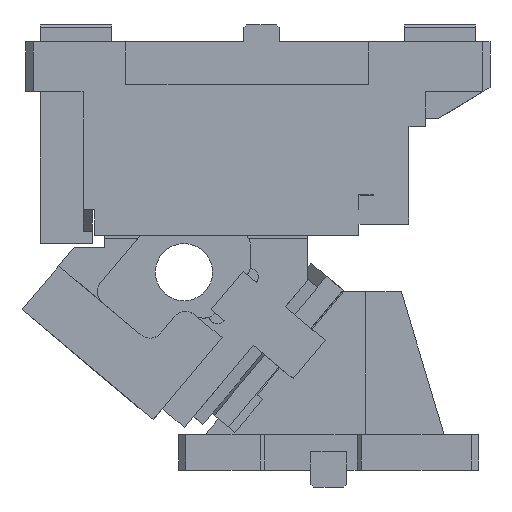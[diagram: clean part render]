
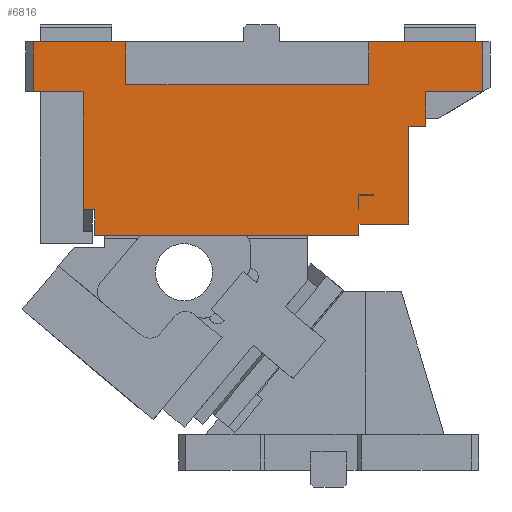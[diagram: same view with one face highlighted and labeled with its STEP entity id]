
A CAD part, left-side view. The second image highlights one B-rep face of the part: STEP entity #6816.
In plain terms, the highlighted planar face has unit normal (-1, 0, 0).
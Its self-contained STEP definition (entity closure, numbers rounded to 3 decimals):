
#57=CARTESIAN_POINT('Line Origine',(-223.159,1242.447,-112.594)) ;
#61=CARTESIAN_POINT('Vertex',(-223.159,1242.447,-117.594)) ;
#63=CARTESIAN_POINT('Vertex',(-223.159,1242.447,-107.594)) ;
#110=CARTESIAN_POINT('Vertex',(-223.159,1242.947,-117.594)) ;
#113=CARTESIAN_POINT('Line Origine',(-223.159,1242.697,-117.594)) ;
#409=CARTESIAN_POINT('Vertex',(-223.159,1435.707,-35.)) ;
#412=CARTESIAN_POINT('Line Origine',(-223.159,1453.207,-35.)) ;
#416=CARTESIAN_POINT('Vertex',(-223.159,1470.707,-35.)) ;
#624=CARTESIAN_POINT('Vertex',(-223.159,1470.707,0.)) ;
#627=CARTESIAN_POINT('Line Origine',(-223.159,1470.707,-17.5)) ;
#808=CARTESIAN_POINT('Line Origine',(-223.159,1438.207,0.)) ;
#812=CARTESIAN_POINT('Vertex',(-223.159,1405.707,0.)) ;
#1134=CARTESIAN_POINT('Line Origine',(-223.159,1405.707,-15.)) ;
#1138=CARTESIAN_POINT('Vertex',(-223.159,1405.707,-30.)) ;
#1165=CARTESIAN_POINT('Line Origine',(-223.159,1320.707,-30.)) ;
#1169=CARTESIAN_POINT('Vertex',(-223.159,1235.707,-30.)) ;
#1200=CARTESIAN_POINT('Vertex',(-223.159,1235.707,0.)) ;
#1210=CARTESIAN_POINT('Line Origine',(-223.159,1235.707,-15.)) ;
#2976=CARTESIAN_POINT('Vertex',(-223.159,1155.707,0.)) ;
#2979=CARTESIAN_POINT('Line Origine',(-223.159,1155.707,-17.5)) ;
#2983=CARTESIAN_POINT('Vertex',(-223.159,1155.707,-35.)) ;
#4639=CARTESIAN_POINT('Line Origine',(-223.159,1431.577,-117.594)) ;
#4643=CARTESIAN_POINT('Vertex',(-223.159,1435.707,-117.594)) ;
#4645=CARTESIAN_POINT('Vertex',(-223.159,1427.447,-117.594)) ;
#5744=CARTESIAN_POINT('Line Origine',(-223.159,1195.707,0.)) ;
#5984=CARTESIAN_POINT('Line Origine',(-223.159,1175.707,-35.)) ;
#5988=CARTESIAN_POINT('Vertex',(-223.159,1195.707,-35.)) ;
#6067=CARTESIAN_POINT('Vertex',(-223.159,1195.707,-59.148)) ;
#6070=CARTESIAN_POINT('Line Origine',(-223.159,1195.707,-47.074)) ;
#6084=CARTESIAN_POINT('Line Origine',(-223.159,1196.077,-59.371)) ;
#6088=CARTESIAN_POINT('Vertex',(-223.159,1196.447,-59.594)) ;
#6112=CARTESIAN_POINT('Vertex',(-223.159,1207.447,-59.594)) ;
#6115=CARTESIAN_POINT('Line Origine',(-223.159,1201.947,-59.594)) ;
#6133=CARTESIAN_POINT('Vertex',(-223.159,1207.447,-127.594)) ;
#6162=CARTESIAN_POINT('Line Origine',(-223.159,1207.447,-93.594)) ;
#6182=CARTESIAN_POINT('Line Origine',(-223.159,1224.947,-127.594)) ;
#6186=CARTESIAN_POINT('Vertex',(-223.159,1242.447,-127.594)) ;
#6215=CARTESIAN_POINT('Line Origine',(-223.159,1242.447,-131.594)) ;
#6219=CARTESIAN_POINT('Vertex',(-223.159,1242.447,-135.594)) ;
#6273=CARTESIAN_POINT('Line Origine',(-223.159,1334.947,-135.594)) ;
#6277=CARTESIAN_POINT('Vertex',(-223.159,1427.447,-135.594)) ;
#6292=CARTESIAN_POINT('Line Origine',(-223.159,1427.447,-126.594)) ;
#6399=CARTESIAN_POINT('Vertex',(-223.159,1232.447,-107.594)) ;
#6402=CARTESIAN_POINT('Line Origine',(-223.159,1232.447,-107.344)) ;
#6406=CARTESIAN_POINT('Vertex',(-223.159,1232.447,-107.094)) ;
#6447=CARTESIAN_POINT('Line Origine',(-223.159,1237.697,-107.094)) ;
#6451=CARTESIAN_POINT('Vertex',(-223.159,1242.947,-107.094)) ;
#6476=CARTESIAN_POINT('Line Origine',(-223.159,1242.947,-112.344)) ;
#6765=CARTESIAN_POINT('Line Origine',(-223.159,1237.447,-107.594)) ;
#6777=CARTESIAN_POINT('Axis2P3D Location',(-223.159,1311.561,-58.18)) ;
#6782=CARTESIAN_POINT('Line Origine',(-223.159,1435.707,-76.297)) ;
#58=DIRECTION('Vector Direction',(0.,0.,1.)) ;
#114=DIRECTION('Vector Direction',(0.,1.,0.)) ;
#413=DIRECTION('Vector Direction',(0.,-1.,0.)) ;
#628=DIRECTION('Vector Direction',(0.,0.,1.)) ;
#809=DIRECTION('Vector Direction',(0.,1.,0.)) ;
#1135=DIRECTION('Vector Direction',(0.,0.,1.)) ;
#1166=DIRECTION('Vector Direction',(0.,1.,0.)) ;
#1211=DIRECTION('Vector Direction',(0.,0.,-1.)) ;
#2980=DIRECTION('Vector Direction',(0.,0.,-1.)) ;
#4640=DIRECTION('Vector Direction',(0.,-1.,0.)) ;
#5745=DIRECTION('Vector Direction',(0.,-1.,0.)) ;
#5985=DIRECTION('Vector Direction',(0.,-1.,0.)) ;
#6071=DIRECTION('Vector Direction',(0.,0.,1.)) ;
#6085=DIRECTION('Vector Direction',(0.,0.856,-0.517)) ;
#6116=DIRECTION('Vector Direction',(0.,1.,0.)) ;
#6163=DIRECTION('Vector Direction',(0.,0.,1.)) ;
#6183=DIRECTION('Vector Direction',(0.,-1.,0.)) ;
#6216=DIRECTION('Vector Direction',(0.,0.,1.)) ;
#6274=DIRECTION('Vector Direction',(0.,-1.,0.)) ;
#6293=DIRECTION('Vector Direction',(0.,0.,1.)) ;
#6403=DIRECTION('Vector Direction',(0.,0.,-1.)) ;
#6448=DIRECTION('Vector Direction',(0.,-1.,0.)) ;
#6477=DIRECTION('Vector Direction',(0.,0.,1.)) ;
#6766=DIRECTION('Vector Direction',(0.,-1.,0.)) ;
#6778=DIRECTION('Axis2P3D Direction',(1.,0.,0.)) ;
#6779=DIRECTION('Axis2P3D XDirection',(0.,1.,0.)) ;
#6783=DIRECTION('Vector Direction',(0.,0.,-1.)) ;
#6780=AXIS2_PLACEMENT_3D('Plane Axis2P3D',#6777,#6778,#6779) ;
#6788=ORIENTED_EDGE('',*,*,#6296,.F.) ;
#6789=ORIENTED_EDGE('',*,*,#6279,.T.) ;
#6790=ORIENTED_EDGE('',*,*,#6221,.T.) ;
#6791=ORIENTED_EDGE('',*,*,#6188,.T.) ;
#6792=ORIENTED_EDGE('',*,*,#6166,.T.) ;
#6793=ORIENTED_EDGE('',*,*,#6119,.F.) ;
#6794=ORIENTED_EDGE('',*,*,#6090,.F.) ;
#6795=ORIENTED_EDGE('',*,*,#6074,.T.) ;
#6796=ORIENTED_EDGE('',*,*,#5990,.T.) ;
#6797=ORIENTED_EDGE('',*,*,#2985,.F.) ;
#6798=ORIENTED_EDGE('',*,*,#5748,.F.) ;
#6799=ORIENTED_EDGE('',*,*,#1214,.T.) ;
#6800=ORIENTED_EDGE('',*,*,#1171,.T.) ;
#6801=ORIENTED_EDGE('',*,*,#1140,.T.) ;
#6802=ORIENTED_EDGE('',*,*,#814,.T.) ;
#6803=ORIENTED_EDGE('',*,*,#631,.F.) ;
#6804=ORIENTED_EDGE('',*,*,#418,.T.) ;
#6805=ORIENTED_EDGE('',*,*,#6786,.T.) ;
#6806=ORIENTED_EDGE('',*,*,#4647,.T.) ;
#6809=ORIENTED_EDGE('',*,*,#6769,.F.) ;
#6810=ORIENTED_EDGE('',*,*,#65,.F.) ;
#6811=ORIENTED_EDGE('',*,*,#117,.T.) ;
#6812=ORIENTED_EDGE('',*,*,#6480,.T.) ;
#6813=ORIENTED_EDGE('',*,*,#6453,.T.) ;
#6814=ORIENTED_EDGE('',*,*,#6408,.T.) ;
#6815=FACE_BOUND('',#6808,.T.) ;
#59=VECTOR('Line Direction',#58,1.) ;
#115=VECTOR('Line Direction',#114,1.) ;
#414=VECTOR('Line Direction',#413,1.) ;
#629=VECTOR('Line Direction',#628,1.) ;
#810=VECTOR('Line Direction',#809,1.) ;
#1136=VECTOR('Line Direction',#1135,1.) ;
#1167=VECTOR('Line Direction',#1166,1.) ;
#1212=VECTOR('Line Direction',#1211,1.) ;
#2981=VECTOR('Line Direction',#2980,1.) ;
#4641=VECTOR('Line Direction',#4640,1.) ;
#5746=VECTOR('Line Direction',#5745,1.) ;
#5986=VECTOR('Line Direction',#5985,1.) ;
#6072=VECTOR('Line Direction',#6071,1.) ;
#6086=VECTOR('Line Direction',#6085,1.) ;
#6117=VECTOR('Line Direction',#6116,1.) ;
#6164=VECTOR('Line Direction',#6163,1.) ;
#6184=VECTOR('Line Direction',#6183,1.) ;
#6217=VECTOR('Line Direction',#6216,1.) ;
#6275=VECTOR('Line Direction',#6274,1.) ;
#6294=VECTOR('Line Direction',#6293,1.) ;
#6404=VECTOR('Line Direction',#6403,1.) ;
#6449=VECTOR('Line Direction',#6448,1.) ;
#6478=VECTOR('Line Direction',#6477,1.) ;
#6767=VECTOR('Line Direction',#6766,1.) ;
#6784=VECTOR('Line Direction',#6783,1.) ;
#6816=ADVANCED_FACE('CAM HOLDER',(#6807,#6815),#6781,.F.) ;
#65=EDGE_CURVE('',#62,#64,#60,.T.) ;
#117=EDGE_CURVE('',#62,#111,#116,.T.) ;
#418=EDGE_CURVE('',#417,#410,#415,.T.) ;
#631=EDGE_CURVE('',#417,#625,#630,.T.) ;
#814=EDGE_CURVE('',#813,#625,#811,.T.) ;
#1140=EDGE_CURVE('',#1139,#813,#1137,.T.) ;
#1171=EDGE_CURVE('',#1170,#1139,#1168,.T.) ;
#1214=EDGE_CURVE('',#1201,#1170,#1213,.T.) ;
#2985=EDGE_CURVE('',#2977,#2984,#2982,.T.) ;
#4647=EDGE_CURVE('',#4644,#4646,#4642,.T.) ;
#5748=EDGE_CURVE('',#1201,#2977,#5747,.T.) ;
#5990=EDGE_CURVE('',#5989,#2984,#5987,.T.) ;
#6074=EDGE_CURVE('',#6068,#5989,#6073,.T.) ;
#6090=EDGE_CURVE('',#6068,#6089,#6087,.T.) ;
#6119=EDGE_CURVE('',#6089,#6113,#6118,.T.) ;
#6166=EDGE_CURVE('',#6134,#6113,#6165,.T.) ;
#6188=EDGE_CURVE('',#6187,#6134,#6185,.T.) ;
#6221=EDGE_CURVE('',#6220,#6187,#6218,.T.) ;
#6279=EDGE_CURVE('',#6278,#6220,#6276,.T.) ;
#6296=EDGE_CURVE('',#6278,#4646,#6295,.T.) ;
#6408=EDGE_CURVE('',#6407,#6400,#6405,.T.) ;
#6453=EDGE_CURVE('',#6452,#6407,#6450,.T.) ;
#6480=EDGE_CURVE('',#111,#6452,#6479,.T.) ;
#6769=EDGE_CURVE('',#64,#6400,#6768,.T.) ;
#6786=EDGE_CURVE('',#410,#4644,#6785,.T.) ;
#6787=EDGE_LOOP('',(#6788,#6789,#6790,#6791,#6792,#6793,#6794,#6795,#6796,#6797,#6798,#6799,#6800,#6801,#6802,#6803,#6804,#6805,#6806)) ;
#6808=EDGE_LOOP('',(#6809,#6810,#6811,#6812,#6813,#6814)) ;
#6807=FACE_OUTER_BOUND('',#6787,.T.) ;
#60=LINE('Line',#57,#59) ;
#116=LINE('Line',#113,#115) ;
#415=LINE('Line',#412,#414) ;
#630=LINE('Line',#627,#629) ;
#811=LINE('Line',#808,#810) ;
#1137=LINE('Line',#1134,#1136) ;
#1168=LINE('Line',#1165,#1167) ;
#1213=LINE('Line',#1210,#1212) ;
#2982=LINE('Line',#2979,#2981) ;
#4642=LINE('Line',#4639,#4641) ;
#5747=LINE('Line',#5744,#5746) ;
#5987=LINE('Line',#5984,#5986) ;
#6073=LINE('Line',#6070,#6072) ;
#6087=LINE('Line',#6084,#6086) ;
#6118=LINE('Line',#6115,#6117) ;
#6165=LINE('Line',#6162,#6164) ;
#6185=LINE('Line',#6182,#6184) ;
#6218=LINE('Line',#6215,#6217) ;
#6276=LINE('Line',#6273,#6275) ;
#6295=LINE('Line',#6292,#6294) ;
#6405=LINE('Line',#6402,#6404) ;
#6450=LINE('Line',#6447,#6449) ;
#6479=LINE('Line',#6476,#6478) ;
#6768=LINE('Line',#6765,#6767) ;
#6785=LINE('Line',#6782,#6784) ;
#6781=PLANE('Plane',#6780) ;
#62=VERTEX_POINT('',#61) ;
#64=VERTEX_POINT('',#63) ;
#111=VERTEX_POINT('',#110) ;
#410=VERTEX_POINT('',#409) ;
#417=VERTEX_POINT('',#416) ;
#625=VERTEX_POINT('',#624) ;
#813=VERTEX_POINT('',#812) ;
#1139=VERTEX_POINT('',#1138) ;
#1170=VERTEX_POINT('',#1169) ;
#1201=VERTEX_POINT('',#1200) ;
#2977=VERTEX_POINT('',#2976) ;
#2984=VERTEX_POINT('',#2983) ;
#4644=VERTEX_POINT('',#4643) ;
#4646=VERTEX_POINT('',#4645) ;
#5989=VERTEX_POINT('',#5988) ;
#6068=VERTEX_POINT('',#6067) ;
#6089=VERTEX_POINT('',#6088) ;
#6113=VERTEX_POINT('',#6112) ;
#6134=VERTEX_POINT('',#6133) ;
#6187=VERTEX_POINT('',#6186) ;
#6220=VERTEX_POINT('',#6219) ;
#6278=VERTEX_POINT('',#6277) ;
#6400=VERTEX_POINT('',#6399) ;
#6407=VERTEX_POINT('',#6406) ;
#6452=VERTEX_POINT('',#6451) ;
